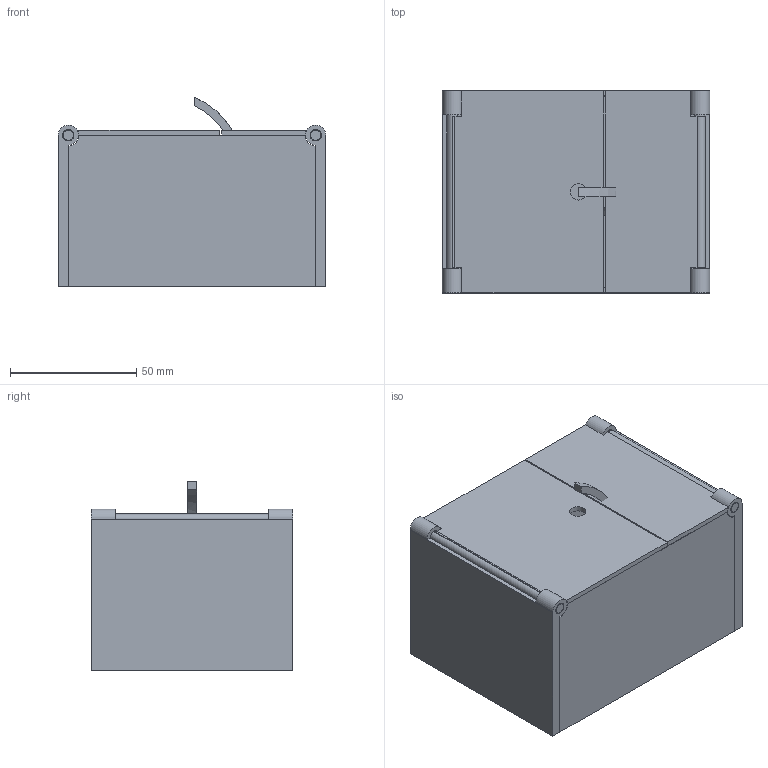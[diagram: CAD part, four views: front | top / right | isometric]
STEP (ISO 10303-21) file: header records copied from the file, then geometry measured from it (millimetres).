
FILE_DESCRIPTION(/* description */ (''),/* implementation_level */ '2;1');
FILE_NAME(/* name */ 'useless_machine.step',/* time_stamp */ '2021-10-01T19:31:29+09:00',/* author */ (''),/* organization */ (''),/* preprocessor_version */ 'ST-DEVELOPER v18.1',/* originating_system */ 'Autodesk Translation Framework v10.10.0.1391',/* authorisation */ '');
FILE_SCHEMA (('AUTOMOTIVE_DESIGN { 1 0 10303 214 3 1 1 }'));
Length unit declared in the file: millimetre
Products named in the file (5): useless_machine; 구성요소1; 구성요소2; 구성요소3; 구성요소5
Assembly tree (4 placements, depth 2):
  useless_machine
    구성요소1
    구성요소2
    구성요소3
    구성요소5
Bounding box: 106 x 80 x 75.02 mm (x, y, z)
Volume: 114330.6 mm3; surface area: 82519.8 mm2
Topology: 5 solids, 5 shells, 106 faces, 287 edges, 190 vertices
Faces by surface type: plane 72, cylinder 34
Full cylindrical faces by diameter (mm): 4 x2, 4.5 x2, 6.5 x1
Entity records: 3599 total; most frequent: CARTESIAN_POINT 736, ORIENTED_EDGE 578, DIRECTION 561, EDGE_CURVE 289, LINE 195, VECTOR 195, VERTEX_POINT 190, AXIS2_PLACEMENT_3D 183
